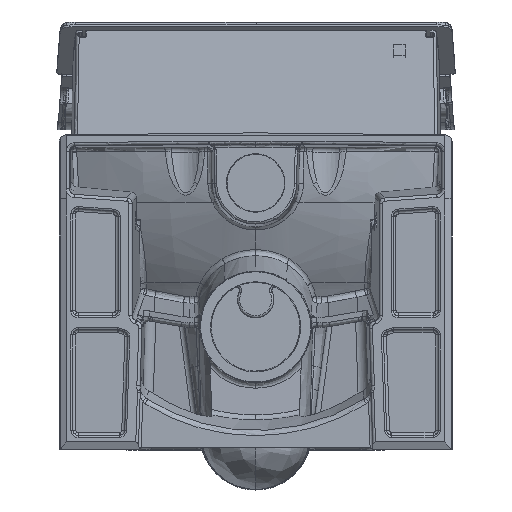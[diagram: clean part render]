
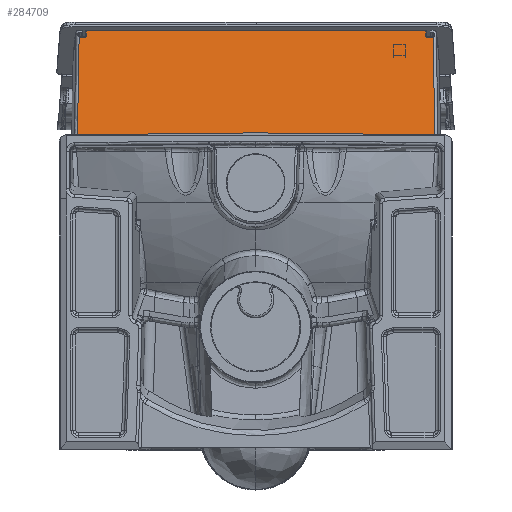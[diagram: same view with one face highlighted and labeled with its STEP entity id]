
A CAD part, left-side view. The second image highlights one B-rep face of the part: STEP entity #284709.
In plain terms, the highlighted face is planar.
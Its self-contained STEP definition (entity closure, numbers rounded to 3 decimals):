
#229435=CARTESIAN_POINT('',(105.207,159.2,67.218));
#229436=VERTEX_POINT('',#229435);
#229452=CARTESIAN_POINT('',(105.207,-159.2,67.218));
#229453=VERTEX_POINT('',#229452);
#229461=CARTESIAN_POINT('',(105.207,159.2,67.218));
#229462=DIRECTION('',(0.0,-1.0,0.0));
#229463=VECTOR('',#229462,318.4);
#229464=LINE('',#229461,#229463);
#229465=EDGE_CURVE('',#229453,#229436,#229464,.F.);
#234482=CARTESIAN_POINT('',(121.391,-167.707,-31.02));
#234483=VERTEX_POINT('',#234482);
#234484=CARTESIAN_POINT('',(106.201,-166.121,61.182));
#234485=VERTEX_POINT('',#234484);
#234486=CARTESIAN_POINT('',(121.391,-167.707,-31.02));
#234487=CARTESIAN_POINT('',(116.328,-167.178,-0.286));
#234488=CARTESIAN_POINT('',(111.265,-166.649,30.448));
#234489=CARTESIAN_POINT('',(106.201,-166.121,61.182));
#234490=B_SPLINE_CURVE_WITH_KNOTS('',3,(#234486,#234487,#234488,#234489),.UNSPECIFIED.,.F.,.U.,(4,4),(27.843,121.301),.UNSPECIFIED.);
#234491=EDGE_CURVE('',#234483,#234485,#234490,.T.);
#237876=CARTESIAN_POINT('',(121.391,167.707,-31.02));
#237877=VERTEX_POINT('',#237876);
#237891=CARTESIAN_POINT('',(121.391,167.707,-31.02));
#237892=DIRECTION('',(0.,-1.0,0.0));
#237893=VECTOR('',#237892,335.415);
#237894=LINE('',#237891,#237893);
#237895=EDGE_CURVE('',#237877,#234483,#237894,.T.);
#240178=CARTESIAN_POINT('',(106.201,166.121,61.182));
#240179=VERTEX_POINT('',#240178);
#240335=CARTESIAN_POINT('',(106.224,165.5,61.044));
#240336=VERTEX_POINT('',#240335);
#240346=CARTESIAN_POINT('',(105.97,165.5,62.585));
#240347=DIRECTION('',(-0.987,0.,-0.163));
#240348=DIRECTION('',(0.163,-0.003,-0.987));
#240349=AXIS2_PLACEMENT_3D('',#240346,#240347,#240348);
#240350=ELLIPSE('',#240349,1.562,1.499);
#240351=EDGE_CURVE('',#240336,#240179,#240350,.F.);
#246277=CARTESIAN_POINT('',(106.224,160.7,61.044));
#246278=VERTEX_POINT('',#246277);
#246287=CARTESIAN_POINT('',(106.224,165.5,61.044));
#246288=DIRECTION('',(0.0,-1.0,0.0));
#246289=VECTOR('',#246288,4.8);
#246290=LINE('',#246287,#246289);
#246291=EDGE_CURVE('',#246278,#240336,#246290,.F.);
#260175=CARTESIAN_POINT('',(105.97,159.2,62.587));
#260176=VERTEX_POINT('',#260175);
#260177=CARTESIAN_POINT('',(105.97,159.2,62.587));
#260178=DIRECTION('',(-0.163,0.0,0.987));
#260179=VECTOR('',#260178,4.693);
#260180=LINE('',#260177,#260179);
#260181=EDGE_CURVE('',#229436,#260176,#260180,.F.);
#260208=CARTESIAN_POINT('',(106.224,-165.5,61.044));
#260209=VERTEX_POINT('',#260208);
#260218=CARTESIAN_POINT('',(106.224,-160.7,61.044));
#260219=VERTEX_POINT('',#260218);
#260220=CARTESIAN_POINT('',(106.224,-160.7,61.044));
#260221=DIRECTION('',(0.0,-1.0,0.0));
#260222=VECTOR('',#260221,4.8);
#260223=LINE('',#260220,#260222);
#260224=EDGE_CURVE('',#260209,#260219,#260223,.F.);
#260318=CARTESIAN_POINT('',(105.97,-159.2,62.587));
#260319=VERTEX_POINT('',#260318);
#260341=CARTESIAN_POINT('',(105.97,-159.2,62.587));
#260342=CARTESIAN_POINT('',(106.011,-159.2,62.336));
#260343=CARTESIAN_POINT('',(106.052,-159.249,62.086));
#260344=CARTESIAN_POINT('',(106.092,-159.348,61.847));
#260345=CARTESIAN_POINT('',(106.158,-159.622,61.446));
#260346=CARTESIAN_POINT('',(106.202,-160.03,61.177));
#260347=CARTESIAN_POINT('',(106.217,-160.245,61.088));
#260348=CARTESIAN_POINT('',(106.224,-160.473,61.044));
#260349=CARTESIAN_POINT('',(106.224,-160.7,61.044));
#260350=B_SPLINE_CURVE_WITH_KNOTS('',5,(#260341,#260342,#260343,#260344,#260345,#260346,#260347,#260348,#260349),.UNSPECIFIED.,.F.,.U.,(6,3,6),(5.832,6.844,7.737),.UNSPECIFIED.);
#260351=EDGE_CURVE('',#260219,#260319,#260350,.F.);
#275845=CARTESIAN_POINT('',(105.207,-159.2,67.218));
#275846=DIRECTION('',(0.163,0.0,-0.987));
#275847=VECTOR('',#275846,4.693);
#275848=LINE('',#275845,#275847);
#275849=EDGE_CURVE('',#260319,#229453,#275848,.F.);
#280316=CARTESIAN_POINT('',(106.224,160.7,61.044));
#280317=CARTESIAN_POINT('',(106.224,160.42,61.044));
#280318=CARTESIAN_POINT('',(106.213,160.14,61.111));
#280319=CARTESIAN_POINT('',(106.191,159.884,61.245));
#280320=CARTESIAN_POINT('',(106.138,159.513,61.567));
#280321=CARTESIAN_POINT('',(106.067,159.294,61.995));
#280322=CARTESIAN_POINT('',(106.036,159.231,62.188));
#280323=CARTESIAN_POINT('',(106.003,159.2,62.388));
#280324=CARTESIAN_POINT('',(105.97,159.2,62.587));
#280325=B_SPLINE_CURVE_WITH_KNOTS('',5,(#280316,#280317,#280318,#280319,#280320,#280321,#280322,#280323,#280324),.UNSPECIFIED.,.F.,.U.,(6,3,6),(2.916,4.017,4.823),.UNSPECIFIED.);
#280326=EDGE_CURVE('',#260176,#246278,#280325,.F.);
#284256=CARTESIAN_POINT('',(105.972,-165.503,62.572));
#284257=DIRECTION('',(-0.987,0.,-0.163));
#284258=DIRECTION('',(0.162,0.028,-0.986));
#284259=AXIS2_PLACEMENT_3D('',#284256,#284257,#284258);
#284260=ELLIPSE('',#284259,1.549,1.492);
#284261=EDGE_CURVE('',#234485,#260209,#284260,.F.);
#284685=CARTESIAN_POINT('',(121.717,0.,-32.998));
#284686=DIRECTION('',(-0.987,0.,-0.163));
#284687=DIRECTION('',(-0.163,0.0,0.987));
#284688=AXIS2_PLACEMENT_3D('',#284685,#284686,#284687);
#284689=PLANE('',#284688);
#284690=ORIENTED_EDGE('',*,*,#280326,.F.);
#284691=ORIENTED_EDGE('',*,*,#260181,.F.);
#284692=ORIENTED_EDGE('',*,*,#229465,.F.);
#284693=ORIENTED_EDGE('',*,*,#275849,.F.);
#284694=ORIENTED_EDGE('',*,*,#260351,.F.);
#284695=ORIENTED_EDGE('',*,*,#260224,.F.);
#284696=ORIENTED_EDGE('',*,*,#284261,.F.);
#284697=ORIENTED_EDGE('',*,*,#234491,.F.);
#284698=ORIENTED_EDGE('',*,*,#237895,.F.);
#284699=CARTESIAN_POINT('',(106.201,166.121,61.182));
#284700=DIRECTION('',(0.163,0.017,-0.987));
#284701=VECTOR('',#284700,93.459);
#284702=LINE('',#284699,#284701);
#284703=EDGE_CURVE('',#240179,#237877,#284702,.T.);
#284704=ORIENTED_EDGE('',*,*,#284703,.F.);
#284705=ORIENTED_EDGE('',*,*,#240351,.F.);
#284706=ORIENTED_EDGE('',*,*,#246291,.F.);
#284707=EDGE_LOOP('',(#284690,#284691,#284692,#284693,#284694,#284695,#284696,#284697,#284698,#284704,#284705,#284706));
#284708=FACE_OUTER_BOUND('',#284707,.T.);
#284709=ADVANCED_FACE('',(#284708),#284689,.F.);
